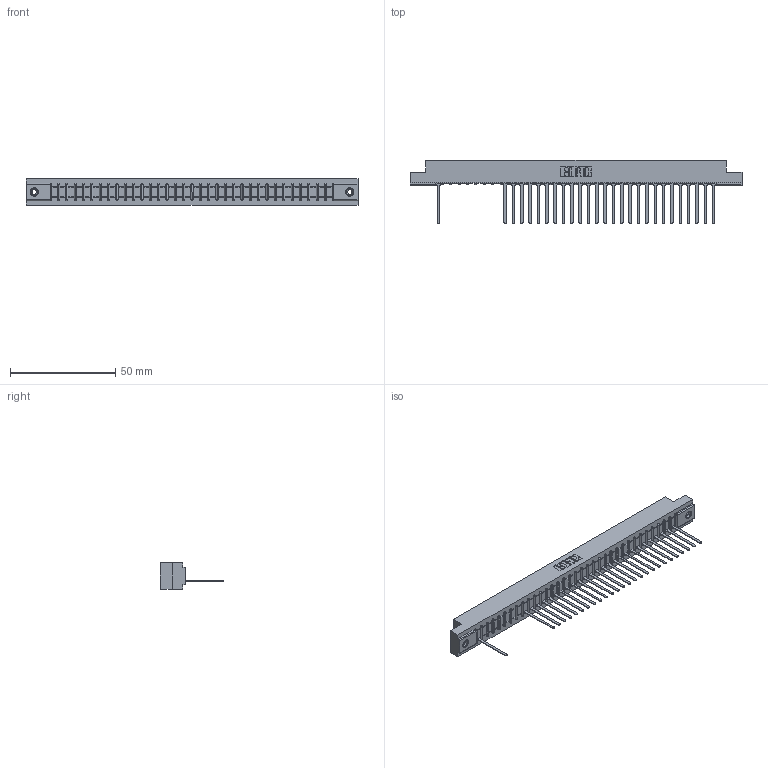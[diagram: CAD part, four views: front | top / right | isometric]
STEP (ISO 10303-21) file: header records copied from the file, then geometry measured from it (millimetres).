
FILE_DESCRIPTION (( 'STEP AP203' ), '1' );
FILE_NAME ('307-034-545-108.STEP', '2018-08-05T00:38:43', ( '' ), ( '' ), 'SwSTEP 2.0', 'SolidWorks 2016', '' );
FILE_SCHEMA (( 'CONFIG_CONTROL_DESIGN' ));
Length unit declared in the file: inch
Products named in the file (4): 307 Part_.156 Dia Mounting Holes; 307-290-001_545; 345-250-001_345-250-003-102; 307-034-545-108
Assembly tree (30 placements, depth 2):
  307-034-545-108
    307 Part_.156 Dia Mounting Holes
    307-290-001_545  x27
    345-250-001_345-250-003-102  x2
Bounding box: 157.73 x 30 x 12.7 mm (x, y, z)
Volume: 16331.1 mm3; surface area: 17264.5 mm2
Topology: 30 solids, 30 shells, 1865 faces, 5281 edges, 3382 vertices
Faces by surface type: plane 1185, cylinder 594, sphere 70, cone 12, torus 4
Entity records: 31063 total; most frequent: CARTESIAN_POINT 5240, ORIENTED_EDGE 5226, DIRECTION 5103, EDGE_CURVE 2613, VECTOR 2001, LINE 2001, VERTEX_POINT 1688, AXIS2_PLACEMENT_3D 1551
